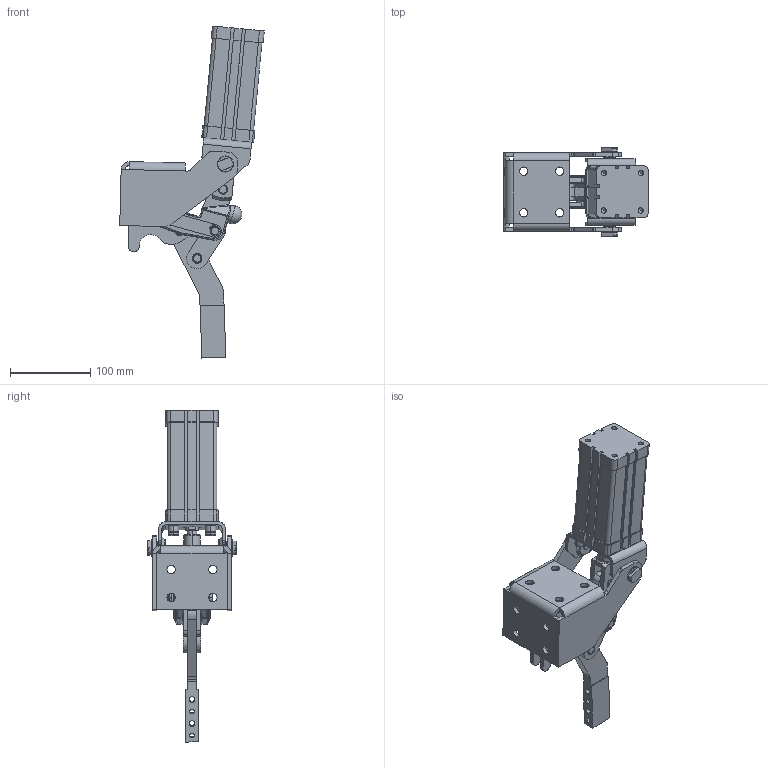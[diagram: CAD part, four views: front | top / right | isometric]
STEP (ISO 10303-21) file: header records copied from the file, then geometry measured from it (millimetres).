
FILE_DESCRIPTION((''),'2;1');
FILE_NAME('775.LH-opened.stp','2005-09-28T13:42:11',('CAD'),(''),'Autodesk Inventor 8','Autodesk Inventor 8','');
FILE_SCHEMA(('AUTOMOTIVE_DESIGN { 1 0 10303 214 1 1 1 1 }'));
Length unit declared in the file: millimetre
Products named in the file (1): Part8
Bounding box: 180.42 x 110 x 414.54 mm (x, y, z)
Volume: 1031953.7 mm3; surface area: 220176.4 mm2
Topology: 1 solids, 123 shells, 2575 faces, 7382 edges, 4830 vertices
Faces by surface type: plane 1624, cylinder 616, cone 182, bspline 128, torus 20, sphere 5
Entity records: 85578 total; most frequent: CARTESIAN_POINT 20780, ORIENTED_EDGE 14708, DIRECTION 12840, EDGE_CURVE 7354, VERTEX_POINT 4828, AXIS2_PLACEMENT_3D 4692, VECTOR 3456, LINE 3456
